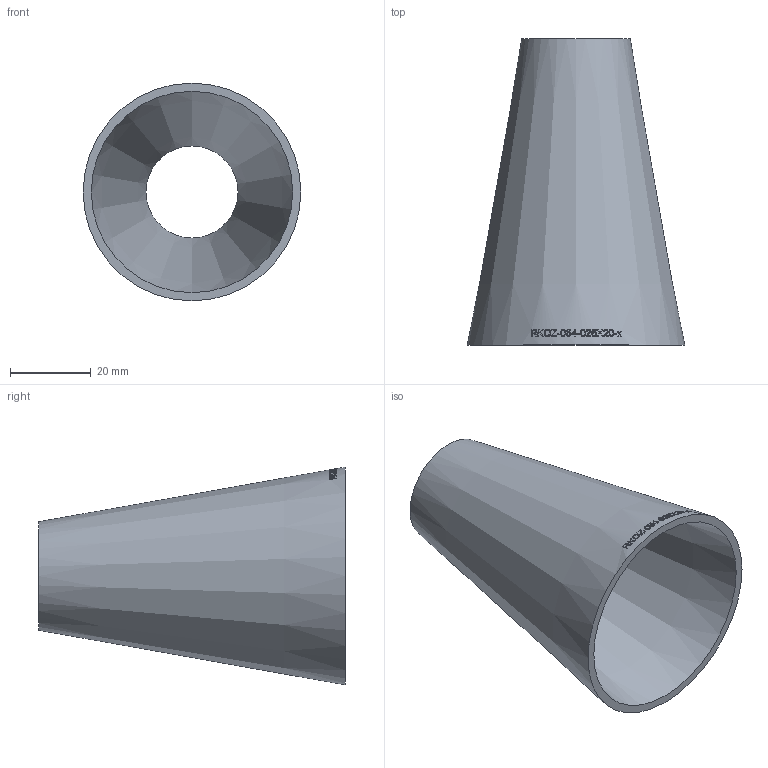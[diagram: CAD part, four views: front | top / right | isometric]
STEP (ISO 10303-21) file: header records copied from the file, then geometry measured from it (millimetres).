
FILE_DESCRIPTION (( 'STEP AP214' ), '1' );
FILE_NAME ('RKOZ-054-026X20-x Reduzierung aus Blech ISO-sonstige 2007.STEP', '2020-07-20T13:16:53', ( '' ), ( '' ), 'SwSTEP 2.0', 'SolidWorks 2019', '' );
FILE_SCHEMA (( 'AUTOMOTIVE_DESIGN' ));
Length unit declared in the file: millimetre
Products named in the file (1): RKOZ-054-026X20-x Reduzierung aus Blech ISO-sonstige 2007
Bounding box: 54 x 76 x 54 mm (x, y, z)
Volume: 18644.2 mm3; surface area: 19131.1 mm2
Topology: 1 solids, 1 shells, 224 faces, 594 edges, 396 vertices
Faces by surface type: bspline 196, cone 26, plane 2
Entity records: 21001 total; most frequent: CARTESIAN_POINT 14805, ORIENTED_EDGE 1184, EDGE_CURVE 592, B_SPLINE_CURVE_WITH_KNOTS 588, VERTEX_POINT 396, EDGE_LOOP 252, FACE_OUTER_BOUND 224, ADVANCED_FACE 224
